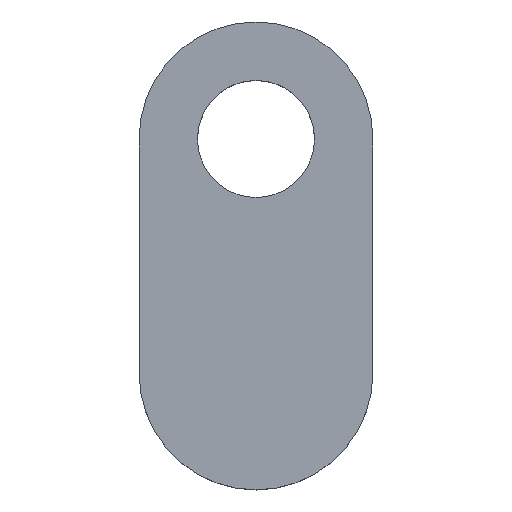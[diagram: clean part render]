
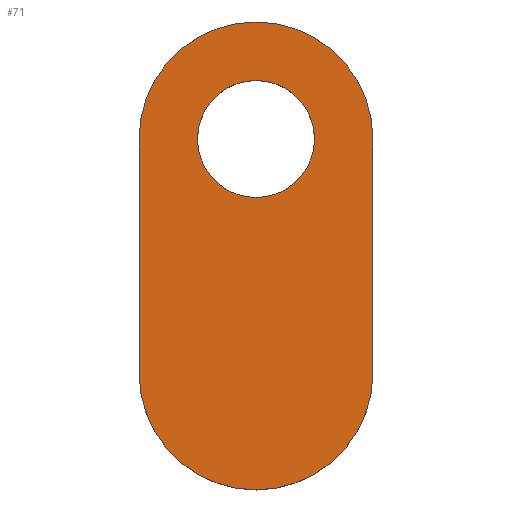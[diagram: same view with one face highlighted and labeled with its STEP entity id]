
A CAD part, top view. The second image highlights one B-rep face of the part: STEP entity #71.
In plain terms, the highlighted planar face has unit normal (0, 0, 1).
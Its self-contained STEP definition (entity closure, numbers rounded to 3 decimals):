
#2 = EDGE_CURVE ( 'NONE', #313, #34, #151, .T. ) ;
#14 = VERTEX_POINT ( 'NONE', #84 ) ;
#17 = PLANE ( 'NONE',  #74 ) ;
#25 = LINE ( 'NONE', #156, #140 ) ;
#28 = AXIS2_PLACEMENT_3D ( 'NONE', #228, #302, #225 ) ;
#31 = EDGE_CURVE ( 'NONE', #208, #86, #237, .T. ) ;
#34 = VERTEX_POINT ( 'NONE', #236 ) ;
#42 = DIRECTION ( 'NONE',  ( -1., 0., 0. ) ) ;
#44 = DIRECTION ( 'NONE',  ( 0., 0., -1. ) ) ;
#50 = DIRECTION ( 'NONE',  ( 0., 0., -1. ) ) ;
#63 = DIRECTION ( 'NONE',  ( -1., 0., 0. ) ) ;
#71 = ADVANCED_FACE ( 'NONE', ( #192, #213 ), #17, .F. ) ;
#72 = CARTESIAN_POINT ( 'NONE',  ( -18., 8., -43.7 ) ) ;
#73 = CARTESIAN_POINT ( 'NONE',  ( -26., 8., -43.7 ) ) ;
#74 = AXIS2_PLACEMENT_3D ( 'NONE', #263, #262, #42 ) ;
#80 = CIRCLE ( 'NONE', #193, 2. ) ;
#82 = ORIENTED_EDGE ( 'NONE', *, *, #305, .F. ) ;
#84 = CARTESIAN_POINT ( 'NONE',  ( -26., 0., -43.7 ) ) ;
#86 = VERTEX_POINT ( 'NONE', #288 ) ;
#107 = EDGE_CURVE ( 'NONE', #112, #14, #255, .T. ) ;
#108 = ORIENTED_EDGE ( 'NONE', *, *, #2, .T. ) ;
#112 = VERTEX_POINT ( 'NONE', #142 ) ;
#117 = DIRECTION ( 'NONE',  ( -1., 0., 0. ) ) ;
#121 = CARTESIAN_POINT ( 'NONE',  ( -24., 8., -43.7 ) ) ;
#140 = VECTOR ( 'NONE', #249, 1000. ) ;
#142 = CARTESIAN_POINT ( 'NONE',  ( -18., 0., -43.7 ) ) ;
#143 = CARTESIAN_POINT ( 'NONE',  ( -22., 0., -43.7 ) ) ;
#149 = DIRECTION ( 'NONE',  ( -1., 0., 0. ) ) ;
#151 = CIRCLE ( 'NONE', #28, 2. ) ;
#156 = CARTESIAN_POINT ( 'NONE',  ( -26., 8., -43.7 ) ) ;
#159 = LINE ( 'NONE', #72, #229 ) ;
#166 = ORIENTED_EDGE ( 'NONE', *, *, #278, .T. ) ;
#178 = CARTESIAN_POINT ( 'NONE',  ( -22., 8., -43.7 ) ) ;
#182 = ORIENTED_EDGE ( 'NONE', *, *, #294, .F. ) ;
#186 = CARTESIAN_POINT ( 'NONE',  ( -22., 8., -43.7 ) ) ;
#187 = AXIS2_PLACEMENT_3D ( 'NONE', #186, #256, #63 ) ;
#192 = FACE_OUTER_BOUND ( 'NONE', #277, .T. ) ;
#193 = AXIS2_PLACEMENT_3D ( 'NONE', #178, #50, #149 ) ;
#208 = VERTEX_POINT ( 'NONE', #73 ) ;
#213 = FACE_BOUND ( 'NONE', #245, .T. ) ;
#216 = DIRECTION ( 'NONE',  ( 0., -1., 0. ) ) ;
#225 = DIRECTION ( 'NONE',  ( -1., 0., 0. ) ) ;
#228 = CARTESIAN_POINT ( 'NONE',  ( -22., 8., -43.7 ) ) ;
#229 = VECTOR ( 'NONE', #216, 1000. ) ;
#236 = CARTESIAN_POINT ( 'NONE',  ( -20., 8., -43.7 ) ) ;
#237 = CIRCLE ( 'NONE', #187, 4. ) ;
#245 = EDGE_LOOP ( 'NONE', ( #166, #108 ) ) ;
#249 = DIRECTION ( 'NONE',  ( 0., 1., 0. ) ) ;
#255 = CIRCLE ( 'NONE', #295, 4. ) ;
#256 = DIRECTION ( 'NONE',  ( 0., 0., -1. ) ) ;
#262 = DIRECTION ( 'NONE',  ( 0., 0., -1. ) ) ;
#263 = CARTESIAN_POINT ( 'NONE',  ( -22., 8., -43.7 ) ) ;
#268 = ORIENTED_EDGE ( 'NONE', *, *, #107, .F. ) ;
#277 = EDGE_LOOP ( 'NONE', ( #286, #182, #268, #82 ) ) ;
#278 = EDGE_CURVE ( 'NONE', #34, #313, #80, .T. ) ;
#286 = ORIENTED_EDGE ( 'NONE', *, *, #31, .F. ) ;
#288 = CARTESIAN_POINT ( 'NONE',  ( -18., 8., -43.7 ) ) ;
#294 = EDGE_CURVE ( 'NONE', #14, #208, #25, .T. ) ;
#295 = AXIS2_PLACEMENT_3D ( 'NONE', #143, #44, #117 ) ;
#302 = DIRECTION ( 'NONE',  ( 0., 0., -1. ) ) ;
#305 = EDGE_CURVE ( 'NONE', #86, #112, #159, .T. ) ;
#313 = VERTEX_POINT ( 'NONE', #121 ) ;
